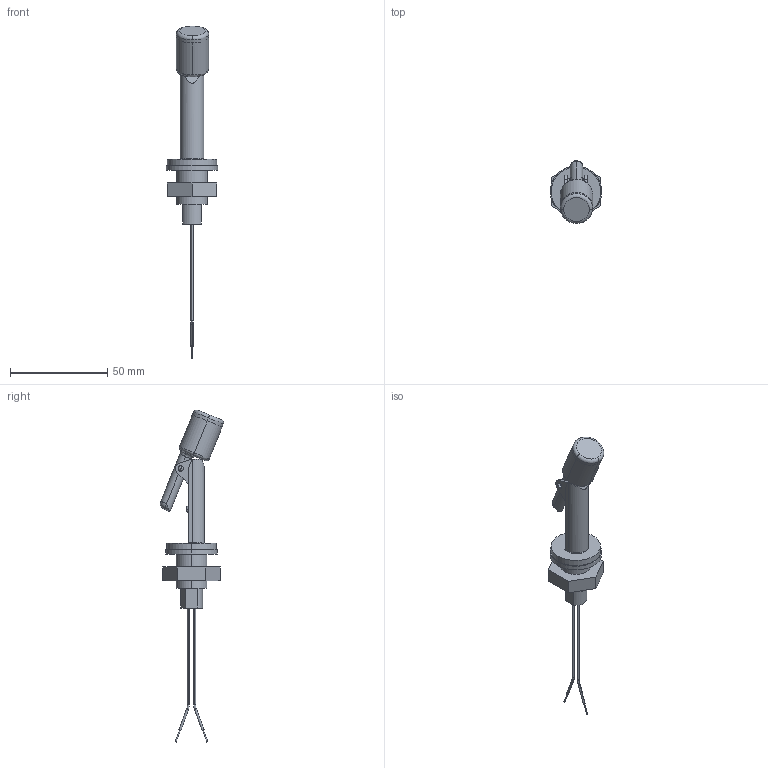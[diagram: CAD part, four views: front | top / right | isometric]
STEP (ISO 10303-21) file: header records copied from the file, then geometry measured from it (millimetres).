
FILE_DESCRIPTION (( 'STEP AP214' ), '1' );
FILE_NAME ('M8790_FLS-HS-200 nc coord sr1.STEP', '2023-10-03T19:14:16', ( '' ), ( '' ), 'SwSTEP 2.0', 'SolidWorks 2021', '' );
FILE_SCHEMA (( 'AUTOMOTIVE_DESIGN' ));
Length unit declared in the file: inch
Products named in the file (1): M8790_FLS-HS-200 nc coord sr1
Bounding box: 26.42 x 32.46 x 170.53 mm (x, y, z)
Volume: 16212.1 mm3; surface area: 12969.4 mm2
Topology: 11 solids, 11 shells, 201 faces, 457 edges, 287 vertices
Faces by surface type: cylinder 74, plane 67, torus 25, cone 17, bspline 16, sphere 2
Entity records: 7235 total; most frequent: CARTESIAN_POINT 2557, DIRECTION 982, ORIENTED_EDGE 906, EDGE_CURVE 453, AXIS2_PLACEMENT_3D 405, VERTEX_POINT 287, EDGE_LOOP 222, CIRCLE 219
